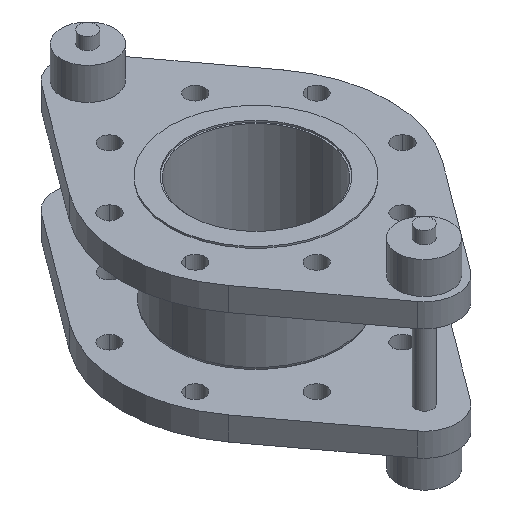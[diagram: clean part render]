
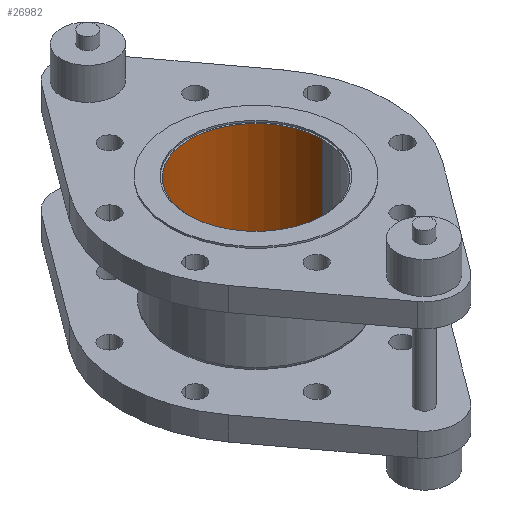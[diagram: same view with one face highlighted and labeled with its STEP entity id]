
A CAD part, isometric view. The second image highlights one B-rep face of the part: STEP entity #26982.
In plain terms, the highlighted cylindrical face has radius 62.2 mm (diameter 124.4 mm), a partial arc.
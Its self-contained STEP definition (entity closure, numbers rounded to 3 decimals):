
#1408 = CARTESIAN_POINT ( 'NONE',  ( 0., 0., -127. ) ) ;
#2036 = CYLINDRICAL_SURFACE ( 'NONE', #23645, 62.2 ) ;
#2792 = CIRCLE ( 'NONE', #24438, 62.2 ) ;
#3519 = ORIENTED_EDGE ( 'NONE', *, *, #12560, .T. ) ;
#3764 = ORIENTED_EDGE ( 'NONE', *, *, #10317, .F. ) ;
#3807 = FACE_OUTER_BOUND ( 'NONE', #17356, .T. ) ;
#4031 = VERTEX_POINT ( 'NONE', #17373 ) ;
#4719 = VERTEX_POINT ( 'NONE', #5105 ) ;
#4751 = EDGE_CURVE ( 'NONE', #4031, #24819, #2792, .T. ) ;
#5105 = CARTESIAN_POINT ( 'NONE',  ( -62.2, 0., -127. ) ) ;
#5413 = VERTEX_POINT ( 'NONE', #31650 ) ;
#6126 = LINE ( 'NONE', #15665, #15649 ) ;
#6671 = LINE ( 'NONE', #26354, #23447 ) ;
#6707 = CARTESIAN_POINT ( 'NONE',  ( 0., 0., 10.973 ) ) ;
#9132 = DIRECTION ( 'NONE',  ( 1., 0., 0. ) ) ;
#10004 = ORIENTED_EDGE ( 'NONE', *, *, #4751, .T. ) ;
#10317 = EDGE_CURVE ( 'NONE', #4719, #24819, #6671, .T. ) ;
#11260 = DIRECTION ( 'NONE',  ( 1., 0., 0. ) ) ;
#12560 = EDGE_CURVE ( 'NONE', #5413, #4031, #6126, .T. ) ;
#12849 = EDGE_CURVE ( 'NONE', #5413, #4719, #28519, .T. ) ;
#13871 = DIRECTION ( 'NONE',  ( 0., 0., 1. ) ) ;
#14604 = AXIS2_PLACEMENT_3D ( 'NONE', #1408, #15950, #11260 ) ;
#15649 = VECTOR ( 'NONE', #13871, 1000. ) ;
#15665 = CARTESIAN_POINT ( 'NONE',  ( 62.2, 0., 10.973 ) ) ;
#15950 = DIRECTION ( 'NONE',  ( 0., 0., 1. ) ) ;
#17356 = EDGE_LOOP ( 'NONE', ( #3764, #20564, #3519, #10004 ) ) ;
#17373 = CARTESIAN_POINT ( 'NONE',  ( 62.2, 0., 0. ) ) ;
#17535 = CARTESIAN_POINT ( 'NONE',  ( 0., 0., 0. ) ) ;
#19935 = CARTESIAN_POINT ( 'NONE',  ( -62.2, 0., 0. ) ) ;
#20564 = ORIENTED_EDGE ( 'NONE', *, *, #12849, .F. ) ;
#22198 = DIRECTION ( 'NONE',  ( 0., 0., 1. ) ) ;
#23447 = VECTOR ( 'NONE', #28462, 1000. ) ;
#23645 = AXIS2_PLACEMENT_3D ( 'NONE', #6707, #28344, #9132 ) ;
#24438 = AXIS2_PLACEMENT_3D ( 'NONE', #17535, #22198, #26889 ) ;
#24819 = VERTEX_POINT ( 'NONE', #19935 ) ;
#26354 = CARTESIAN_POINT ( 'NONE',  ( -62.2, 0., 10.973 ) ) ;
#26889 = DIRECTION ( 'NONE',  ( 1., 0., 0. ) ) ;
#26982 = ADVANCED_FACE ( 'NONE', ( #3807 ), #2036, .F. ) ;
#28344 = DIRECTION ( 'NONE',  ( 0., 0., 1. ) ) ;
#28462 = DIRECTION ( 'NONE',  ( 0., 0., 1. ) ) ;
#28519 = CIRCLE ( 'NONE', #14604, 62.2 ) ;
#31650 = CARTESIAN_POINT ( 'NONE',  ( 62.2, 0., -127. ) ) ;
